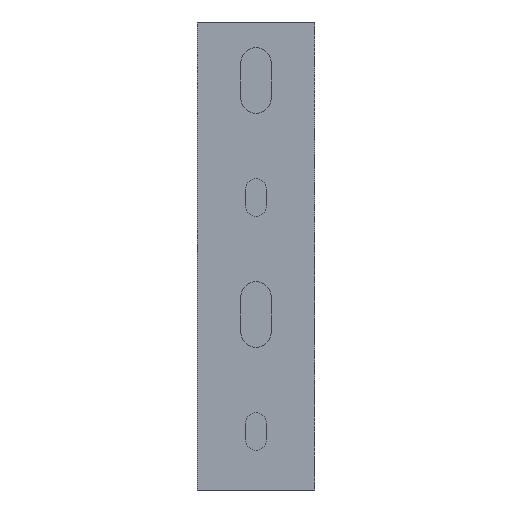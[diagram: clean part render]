
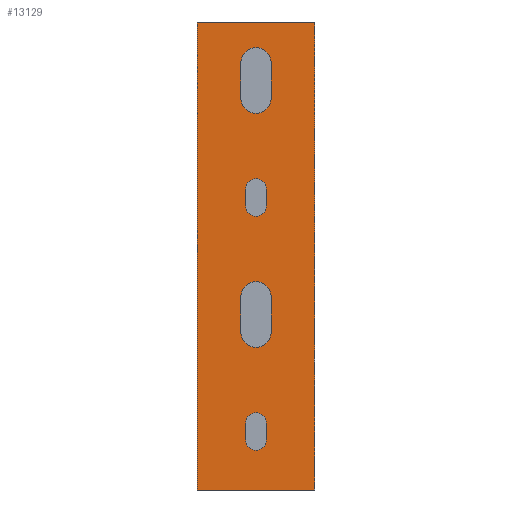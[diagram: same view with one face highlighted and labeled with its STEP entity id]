
A CAD part, front view. The second image highlights one B-rep face of the part: STEP entity #13129.
In plain terms, the highlighted planar face has unit normal (0, -1, 0).
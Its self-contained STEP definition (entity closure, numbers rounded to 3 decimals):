
#2949=DIRECTION('',(0.,0.,-1.));
#2950=VECTOR('',#2949,100.);
#2951=CARTESIAN_POINT('',(-12.5,-1.3,0.));
#2952=LINE('',#2951,#2950);
#5914=DIRECTION('',(1.,0.,0.));
#5915=VECTOR('',#5914,25.);
#5916=CARTESIAN_POINT('',(-12.5,-1.3,0.));
#5917=LINE('',#5916,#5915);
#5921=DIRECTION('',(0.,0.,-1.));
#5922=VECTOR('',#5921,100.);
#5923=CARTESIAN_POINT('',(12.5,-1.3,0.));
#5924=LINE('',#5923,#5922);
#5928=DIRECTION('',(-1.,0.,0.));
#5929=VECTOR('',#5928,25.);
#5930=CARTESIAN_POINT('',(12.5,-1.3,-100.));
#5931=LINE('',#5930,#5929);
#5935=DIRECTION('',(0.,0.,1.));
#5936=VECTOR('',#5935,7.5);
#5937=CARTESIAN_POINT('',(3.25,-1.3,-16.25));
#5938=LINE('',#5937,#5936);
#5942=DIRECTION('',(0.,0.,1.));
#5943=VECTOR('',#5942,7.5);
#5944=CARTESIAN_POINT('',(-3.25,-1.3,-16.25));
#5945=LINE('',#5944,#5943);
#5949=DIRECTION('',(0.,0.,1.));
#5950=VECTOR('',#5949,3.5);
#5951=CARTESIAN_POINT('',(2.25,-1.3,-39.25));
#5952=LINE('',#5951,#5950);
#5956=DIRECTION('',(0.,0.,1.));
#5957=VECTOR('',#5956,3.5);
#5958=CARTESIAN_POINT('',(-2.25,-1.3,-39.25));
#5959=LINE('',#5958,#5957);
#5963=DIRECTION('',(0.,0.,1.));
#5964=VECTOR('',#5963,7.5);
#5965=CARTESIAN_POINT('',(3.25,-1.3,-66.25));
#5966=LINE('',#5965,#5964);
#5970=DIRECTION('',(0.,0.,1.));
#5971=VECTOR('',#5970,7.5);
#5972=CARTESIAN_POINT('',(-3.25,-1.3,-66.25));
#5973=LINE('',#5972,#5971);
#5977=DIRECTION('',(0.,0.,1.));
#5978=VECTOR('',#5977,3.5);
#5979=CARTESIAN_POINT('',(2.25,-1.3,-89.25));
#5980=LINE('',#5979,#5978);
#5984=DIRECTION('',(0.,0.,1.));
#5985=VECTOR('',#5984,3.5);
#5986=CARTESIAN_POINT('',(-2.25,-1.3,-89.25));
#5987=LINE('',#5986,#5985);
#5991=CARTESIAN_POINT('',(0.,-1.3,-16.25));
#5992=DIRECTION('',(0.,1.,0.));
#5993=DIRECTION('',(1.,0.,0.));
#5994=AXIS2_PLACEMENT_3D('',#5991,#5992,#5993);
#6029=CARTESIAN_POINT('',(0.,-1.3,-8.75));
#6030=DIRECTION('',(0.,1.,0.));
#6031=DIRECTION('',(-1.,0.,0.));
#6032=AXIS2_PLACEMENT_3D('',#6029,#6030,#6031);
#6051=CARTESIAN_POINT('',(0.,-1.3,-39.25));
#6052=DIRECTION('',(0.,1.,0.));
#6053=DIRECTION('',(1.,0.,0.));
#6054=AXIS2_PLACEMENT_3D('',#6051,#6052,#6053);
#6089=CARTESIAN_POINT('',(0.,-1.3,-35.75));
#6090=DIRECTION('',(0.,1.,0.));
#6091=DIRECTION('',(-1.,0.,0.));
#6092=AXIS2_PLACEMENT_3D('',#6089,#6090,#6091);
#6111=CARTESIAN_POINT('',(0.,-1.3,-66.25));
#6112=DIRECTION('',(0.,1.,0.));
#6113=DIRECTION('',(1.,0.,0.));
#6114=AXIS2_PLACEMENT_3D('',#6111,#6112,#6113);
#6149=CARTESIAN_POINT('',(0.,-1.3,-58.75));
#6150=DIRECTION('',(0.,1.,0.));
#6151=DIRECTION('',(-1.,0.,0.));
#6152=AXIS2_PLACEMENT_3D('',#6149,#6150,#6151);
#6171=CARTESIAN_POINT('',(0.,-1.3,-89.25));
#6172=DIRECTION('',(0.,1.,0.));
#6173=DIRECTION('',(1.,0.,0.));
#6174=AXIS2_PLACEMENT_3D('',#6171,#6172,#6173);
#6209=CARTESIAN_POINT('',(0.,-1.3,-85.75));
#6210=DIRECTION('',(0.,1.,0.));
#6211=DIRECTION('',(-1.,0.,0.));
#6212=AXIS2_PLACEMENT_3D('',#6209,#6210,#6211);
#7228=CARTESIAN_POINT('',(-3.25,-1.3,-8.75));
#7229=CARTESIAN_POINT('',(3.25,-1.3,-8.75));
#7230=VERTEX_POINT('',#7228);
#7231=VERTEX_POINT('',#7229);
#7240=CARTESIAN_POINT('',(3.25,-1.3,-16.25));
#7241=CARTESIAN_POINT('',(-3.25,-1.3,-16.25));
#7242=VERTEX_POINT('',#7240);
#7243=VERTEX_POINT('',#7241);
#7244=CARTESIAN_POINT('',(-2.25,-1.3,-35.75));
#7245=CARTESIAN_POINT('',(2.25,-1.3,-35.75));
#7246=VERTEX_POINT('',#7244);
#7247=VERTEX_POINT('',#7245);
#7256=CARTESIAN_POINT('',(2.25,-1.3,-39.25));
#7257=CARTESIAN_POINT('',(-2.25,-1.3,-39.25));
#7258=VERTEX_POINT('',#7256);
#7259=VERTEX_POINT('',#7257);
#7260=CARTESIAN_POINT('',(-3.25,-1.3,-66.25));
#7261=CARTESIAN_POINT('',(-3.25,-1.3,-58.75));
#7262=VERTEX_POINT('',#7260);
#7263=VERTEX_POINT('',#7261);
#7264=CARTESIAN_POINT('',(-2.25,-1.3,-89.25));
#7265=CARTESIAN_POINT('',(-2.25,-1.3,-85.75));
#7266=VERTEX_POINT('',#7264);
#7267=VERTEX_POINT('',#7265);
#7276=CARTESIAN_POINT('',(3.25,-1.3,-66.25));
#7277=CARTESIAN_POINT('',(3.25,-1.3,-58.75));
#7278=VERTEX_POINT('',#7276);
#7279=VERTEX_POINT('',#7277);
#7280=CARTESIAN_POINT('',(2.25,-1.3,-89.25));
#7281=CARTESIAN_POINT('',(2.25,-1.3,-85.75));
#7282=VERTEX_POINT('',#7280);
#7283=VERTEX_POINT('',#7281);
#7300=CARTESIAN_POINT('',(-12.5,-1.3,0.));
#7301=CARTESIAN_POINT('',(-12.5,-1.3,-100.));
#7302=VERTEX_POINT('',#7300);
#7303=VERTEX_POINT('',#7301);
#7304=CARTESIAN_POINT('',(12.5,-1.3,0.));
#7305=CARTESIAN_POINT('',(12.5,-1.3,-100.));
#7306=VERTEX_POINT('',#7304);
#7307=VERTEX_POINT('',#7305);
#13078=CARTESIAN_POINT('',(-12.5,-1.3,0.));
#13079=DIRECTION('',(0.,-1.,0.));
#13080=DIRECTION('',(1.,0.,0.));
#13081=AXIS2_PLACEMENT_3D('',#13078,#13079,#13080);
#13082=PLANE('',#13081);
#13083=ORIENTED_EDGE('',*,*,#8549,.T.);
#13084=ORIENTED_EDGE('',*,*,#8698,.T.);
#13085=ORIENTED_EDGE('',*,*,#10397,.T.);
#13086=ORIENTED_EDGE('',*,*,#10659,.F.);
#13087=EDGE_LOOP('',(#13083,#13084,#13085,#13086));
#13088=FACE_OUTER_BOUND('',#13087,.F.);
#13090=ORIENTED_EDGE('',*,*,#13089,.F.);
#13092=ORIENTED_EDGE('',*,*,#13091,.T.);
#13094=ORIENTED_EDGE('',*,*,#13093,.F.);
#13096=ORIENTED_EDGE('',*,*,#13095,.F.);
#13097=EDGE_LOOP('',(#13090,#13092,#13094,#13096));
#13098=FACE_BOUND('',#13097,.F.);
#13100=ORIENTED_EDGE('',*,*,#13099,.F.);
#13102=ORIENTED_EDGE('',*,*,#13101,.T.);
#13104=ORIENTED_EDGE('',*,*,#13103,.F.);
#13106=ORIENTED_EDGE('',*,*,#13105,.F.);
#13107=EDGE_LOOP('',(#13100,#13102,#13104,#13106));
#13108=FACE_BOUND('',#13107,.F.);
#13110=ORIENTED_EDGE('',*,*,#13109,.F.);
#13112=ORIENTED_EDGE('',*,*,#13111,.T.);
#13114=ORIENTED_EDGE('',*,*,#13113,.F.);
#13116=ORIENTED_EDGE('',*,*,#13115,.F.);
#13117=EDGE_LOOP('',(#13110,#13112,#13114,#13116));
#13118=FACE_BOUND('',#13117,.F.);
#13120=ORIENTED_EDGE('',*,*,#13119,.F.);
#13122=ORIENTED_EDGE('',*,*,#13121,.T.);
#13124=ORIENTED_EDGE('',*,*,#13123,.F.);
#13126=ORIENTED_EDGE('',*,*,#13125,.F.);
#13127=EDGE_LOOP('',(#13120,#13122,#13124,#13126));
#13128=FACE_BOUND('',#13127,.F.);
#5995=CIRCLE('',#5994,3.25);
#6033=CIRCLE('',#6032,3.25);
#6055=CIRCLE('',#6054,2.25);
#6093=CIRCLE('',#6092,2.25);
#6115=CIRCLE('',#6114,3.25);
#6153=CIRCLE('',#6152,3.25);
#6175=CIRCLE('',#6174,2.25);
#6213=CIRCLE('',#6212,2.25);
#8549=EDGE_CURVE('',#7302,#7306,#5917,.T.);
#8698=EDGE_CURVE('',#7306,#7307,#5924,.T.);
#10397=EDGE_CURVE('',#7307,#7303,#5931,.T.);
#10659=EDGE_CURVE('',#7302,#7303,#2952,.T.);
#13089=EDGE_CURVE('',#7242,#7243,#5995,.T.);
#13091=EDGE_CURVE('',#7242,#7231,#5938,.T.);
#13093=EDGE_CURVE('',#7230,#7231,#6033,.T.);
#13095=EDGE_CURVE('',#7243,#7230,#5945,.T.);
#13099=EDGE_CURVE('',#7258,#7259,#6055,.T.);
#13101=EDGE_CURVE('',#7258,#7247,#5952,.T.);
#13103=EDGE_CURVE('',#7246,#7247,#6093,.T.);
#13105=EDGE_CURVE('',#7259,#7246,#5959,.T.);
#13109=EDGE_CURVE('',#7278,#7262,#6115,.T.);
#13111=EDGE_CURVE('',#7278,#7279,#5966,.T.);
#13113=EDGE_CURVE('',#7263,#7279,#6153,.T.);
#13115=EDGE_CURVE('',#7262,#7263,#5973,.T.);
#13119=EDGE_CURVE('',#7282,#7266,#6175,.T.);
#13121=EDGE_CURVE('',#7282,#7283,#5980,.T.);
#13123=EDGE_CURVE('',#7267,#7283,#6213,.T.);
#13125=EDGE_CURVE('',#7266,#7267,#5987,.T.);
#13129=ADVANCED_FACE('',(#13088,#13098,#13108,#13118,#13128),#13082,.T.);
